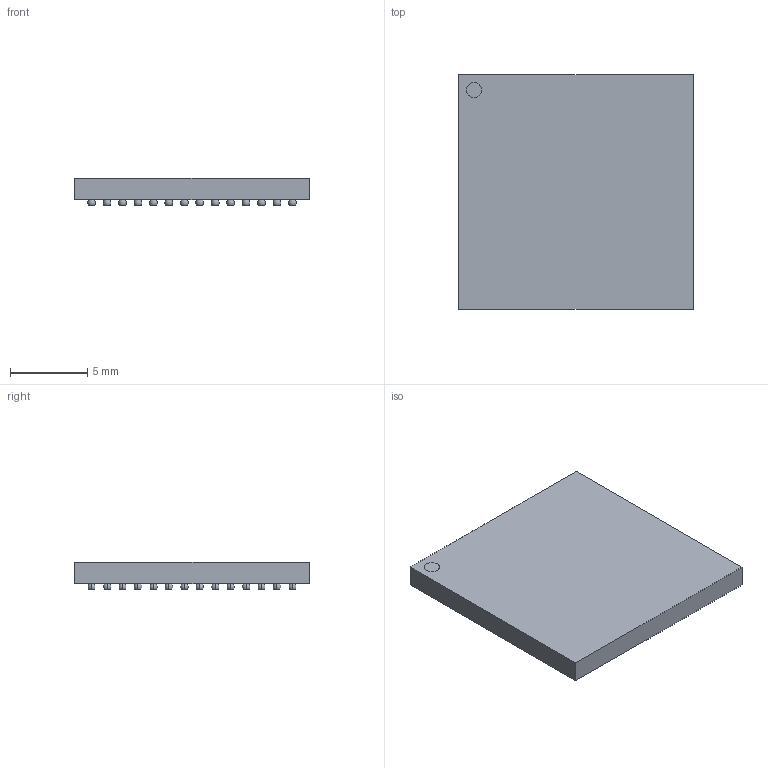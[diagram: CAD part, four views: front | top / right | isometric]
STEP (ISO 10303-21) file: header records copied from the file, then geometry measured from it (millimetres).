
FILE_DESCRIPTION((''),'2;1');
FILE_NAME('BGA196C100P14X14_1500X1500X181.stp','2012-06-20T17:07:10',(''),(''),'Mechanical Desktop 2011','Mechanical Desktop 2011',', , ');
FILE_SCHEMA(('AUTOMOTIVE_DESIGN { 1 2 10303 214 1 1 1 1 }'));
Length unit declared in the file: millimetre
Products named in the file (1): Product
Bounding box: 15.2 x 15.2 x 1.81 mm (x, y, z)
Volume: 337.9 mm3; surface area: 700.9 mm2
Topology: 198 solids, 198 shells, 797 faces, 1592 edges, 1192 vertices
Faces by surface type: plane 401, sphere 392, cylinder 4
Entity records: 22140 total; most frequent: DIRECTION 4764, CARTESIAN_POINT 3582, ORIENTED_EDGE 3184, AXIS2_PLACEMENT_3D 2374, EDGE_CURVE 1592, CIRCLE 1576, VERTEX_POINT 1192, EDGE_LOOP 798
